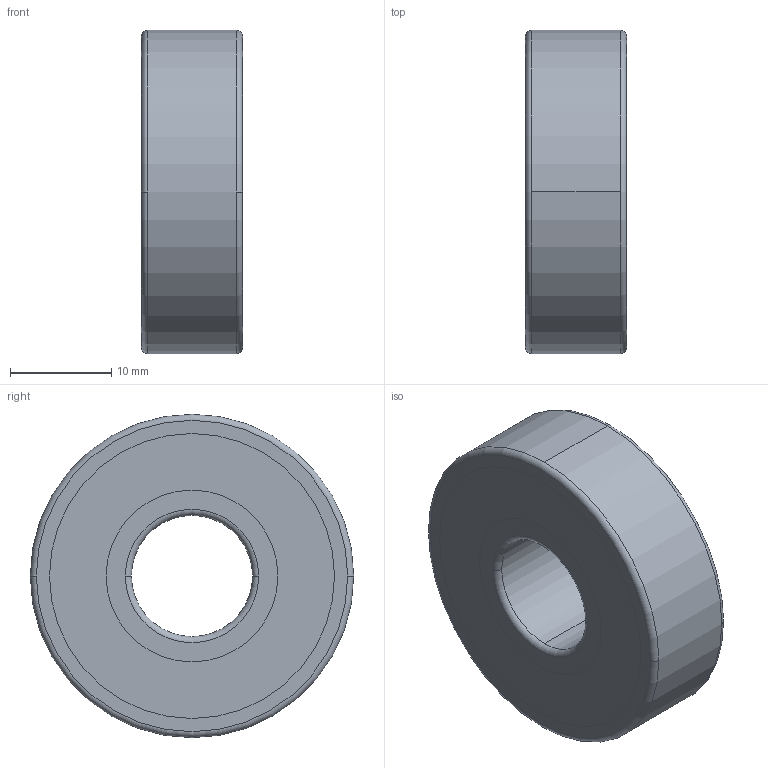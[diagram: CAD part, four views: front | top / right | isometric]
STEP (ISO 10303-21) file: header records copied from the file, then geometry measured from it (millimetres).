
FILE_DESCRIPTION(('STEP AP214'),'1');
FILE_NAME('6201-c-2hrs.stp','2025-10-02T11:00:15',('TraceParts'),('TraceParts S.A.S.'),'Spatial InterOp 3D',' ',' ');
FILE_SCHEMA(('AUTOMOTIVE_DESIGN { 1 0 10303 214 1 1 1 1 }'));
Length unit declared in the file: millimetre
Products named in the file (1): inafag_6201-c-2hrs_a6up1w27u7q6drcheejcsj5qp_1
Bounding box: 10 x 32 x 32 mm (x, y, z)
Volume: 5425.9 mm3; surface area: 7389 mm2
Topology: 10 solids, 10 shells, 104 faces, 304 edges, 188 vertices
Faces by surface type: cylinder 36, plane 28, sphere 24, torus 16
Entity records: 5165 total; most frequent: CARTESIAN_POINT 1582, DIRECTION 640, ORIENTED_EDGE 544, AXIS2_PLACEMENT_3D 302, EDGE_CURVE 272, VERTEX_POINT 188, CIRCLE 188, EDGE_LOOP 116
